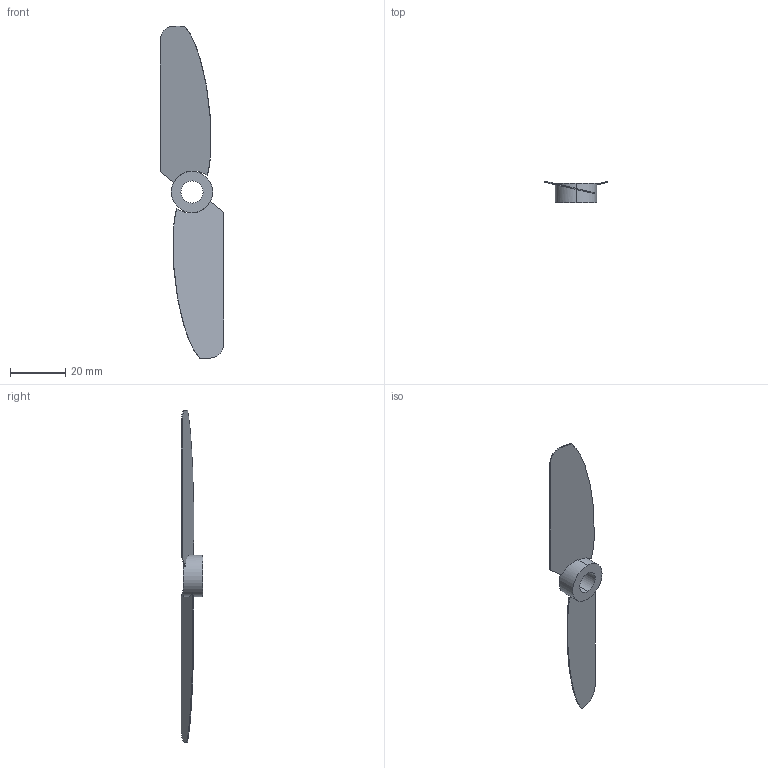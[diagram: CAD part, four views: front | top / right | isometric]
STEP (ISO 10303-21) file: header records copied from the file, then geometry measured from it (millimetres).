
FILE_DESCRIPTION (( 'STEP AP203' ), '1' );
FILE_NAME ('prop_Default_sldprt.STEP', '2020-11-19T10:34:21', ( '' ), ( '' ), 'SwSTEP 2.0', 'SolidWorks 2019', '' );
FILE_SCHEMA (( 'CONFIG_CONTROL_DESIGN' ));
Length unit declared in the file: millimetre
Products named in the file (1): prop_Default_sldprt
Bounding box: 22.85 x 7.78 x 120 mm (x, y, z)
Volume: 1415.1 mm3; surface area: 4362.8 mm2
Topology: 1 solids, 1 shells, 26 faces, 72 edges, 48 vertices
Faces by surface type: plane 12, cylinder 8, bspline 6
Entity records: 939 total; most frequent: CARTESIAN_POINT 261, ORIENTED_EDGE 144, DIRECTION 106, EDGE_CURVE 72, VERTEX_POINT 48, AXIS2_PLACEMENT_3D 37, VECTOR 32, LINE 32
